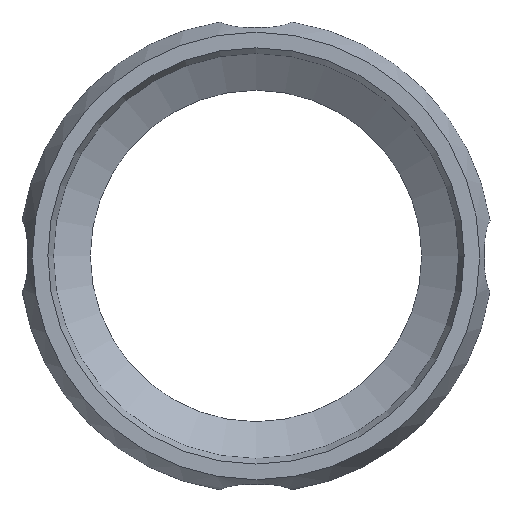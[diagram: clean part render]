
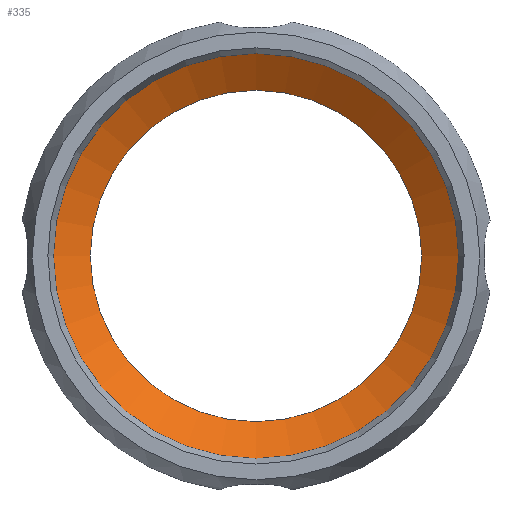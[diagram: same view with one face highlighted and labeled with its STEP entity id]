
A CAD part, top view. The second image highlights one B-rep face of the part: STEP entity #335.
In plain terms, the highlighted conical face has half-angle 57.995 degrees and reference radius 20 mm.
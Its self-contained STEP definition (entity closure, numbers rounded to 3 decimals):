
#36=CIRCLE('',#379,22.);
#37=CIRCLE('',#382,18.);
#38=CIRCLE('',#383,18.);
#43=CONICAL_SURFACE('',#381,20.,1.012);
#57=LINE('',#671,#69);
#69=VECTOR('',#481,20.);
#99=FACE_OUTER_BOUND('',#125,.T.);
#125=EDGE_LOOP('',(#299,#300,#301,#302,#303));
#172=VERTEX_POINT('',#665);
#173=VERTEX_POINT('',#670);
#174=VERTEX_POINT('',#672);
#215=EDGE_CURVE('',#172,#172,#36,.T.);
#216=EDGE_CURVE('',#172,#173,#57,.T.);
#217=EDGE_CURVE('',#173,#174,#37,.T.);
#218=EDGE_CURVE('',#174,#173,#38,.T.);
#299=ORIENTED_EDGE('',*,*,#215,.T.);
#300=ORIENTED_EDGE('',*,*,#216,.T.);
#301=ORIENTED_EDGE('',*,*,#217,.T.);
#302=ORIENTED_EDGE('',*,*,#218,.T.);
#303=ORIENTED_EDGE('',*,*,#216,.F.);
#335=ADVANCED_FACE('',(#99),#43,.F.);
#379=AXIS2_PLACEMENT_3D('',#667,#475,#476);
#381=AXIS2_PLACEMENT_3D('',#669,#479,#480);
#382=AXIS2_PLACEMENT_3D('',#673,#482,#483);
#383=AXIS2_PLACEMENT_3D('',#674,#484,#485);
#475=DIRECTION('center_axis',(0.,0.,1.));
#476=DIRECTION('ref_axis',(-1.,0.,0.));
#479=DIRECTION('center_axis',(0.,0.,1.));
#480=DIRECTION('ref_axis',(-1.,0.,0.));
#481=DIRECTION('',(-0.848,0.,-0.53));
#482=DIRECTION('center_axis',(0.,0.,-1.));
#483=DIRECTION('ref_axis',(-1.,0.,0.));
#484=DIRECTION('center_axis',(0.,0.,-1.));
#485=DIRECTION('ref_axis',(-1.,0.,0.));
#665=CARTESIAN_POINT('',(22.,0.,3.));
#667=CARTESIAN_POINT('Origin',(0.,0.,3.));
#669=CARTESIAN_POINT('Origin',(0.,0.,1.75));
#670=CARTESIAN_POINT('',(18.,0.,0.5));
#671=CARTESIAN_POINT('',(20.,0.,1.75));
#672=CARTESIAN_POINT('',(-18.,0.,0.5));
#673=CARTESIAN_POINT('Origin',(0.,0.,0.5));
#674=CARTESIAN_POINT('Origin',(0.,0.,0.5));
